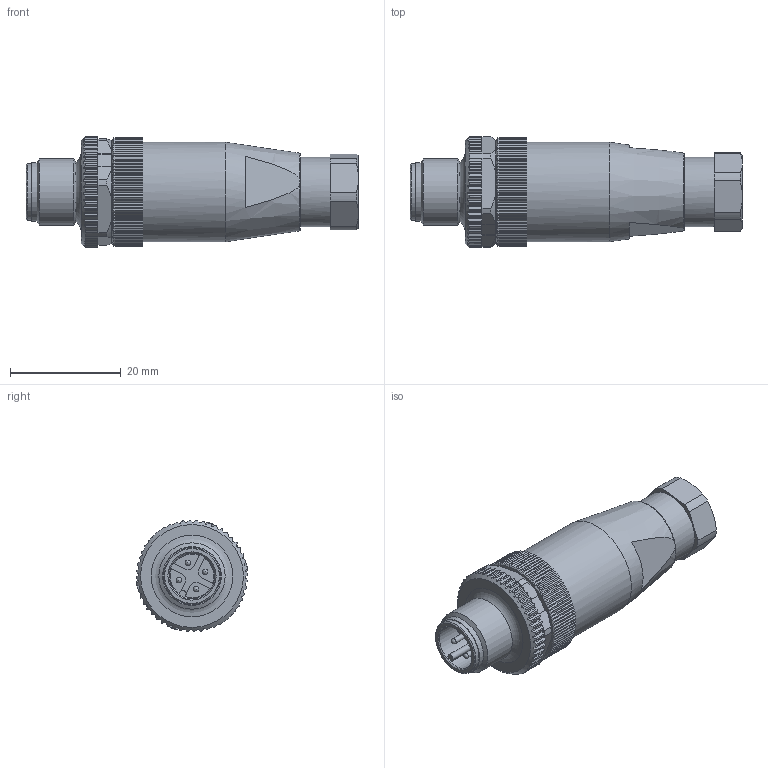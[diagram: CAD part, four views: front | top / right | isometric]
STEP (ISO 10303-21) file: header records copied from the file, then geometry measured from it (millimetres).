
FILE_DESCRIPTION(/* description */ (''),/* implementation_level */ '2;1');
FILE_NAME(/* name */ 'WASC4K.stp',/* time_stamp */ '2016-03-23T14:54:31+01:00',/* author */ (''),/* organization */ (''),/* preprocessor_version */ 'ST-DEVELOPER v16',/* originating_system */ 'SIEMENS PLM Software NX 10.0',/* authorisation */ '');
FILE_SCHEMA (('AUTOMOTIVE_DESIGN { 1 0 10303 214 3 1 1 1 }'));
Length unit declared in the file: millimetre
Products named in the file (1): WASC4K
Bounding box: 60 x 20.19 x 20.19 mm (x, y, z)
Volume: 11712.7 mm3; surface area: 4134.1 mm2
Topology: 1 solids, 1 shells, 614 faces, 1795 edges, 1191 vertices
Faces by surface type: plane 359, cylinder 226, cone 23, sphere 4, torus 2
Full cylindrical faces by diameter (mm): 1 x4, 8.3 x1, 10.3 x1, 10.6 x1, 12 x1, 12.5 x1, 16.3 x1, 18 x1
Entity records: 21778 total; most frequent: CARTESIAN_POINT 6175, ORIENTED_EDGE 3504, DIRECTION 2944, EDGE_CURVE 1752, VERTEX_POINT 1172, AXIS2_PLACEMENT_3D 1013, LINE 918, VECTOR 918
